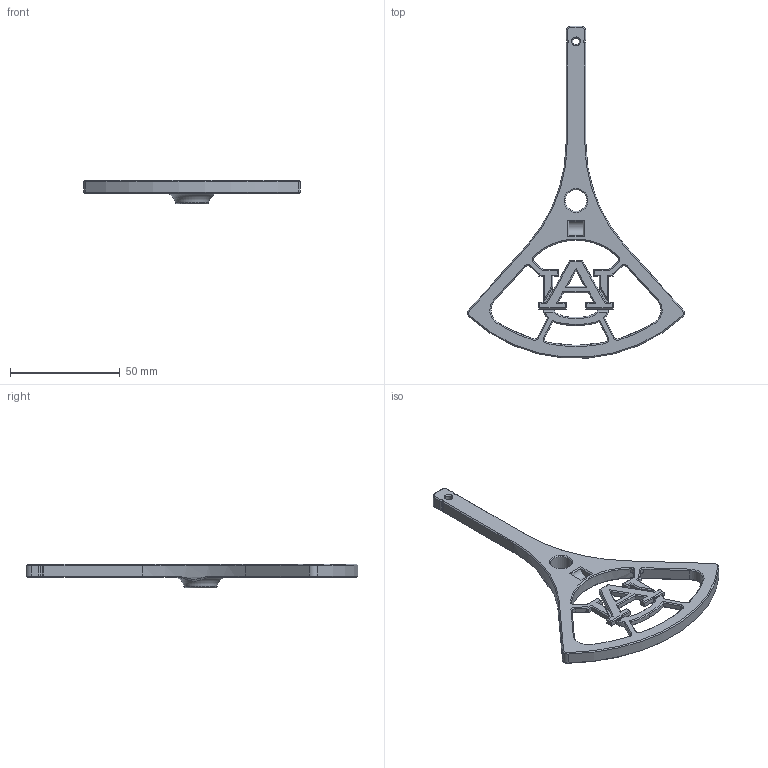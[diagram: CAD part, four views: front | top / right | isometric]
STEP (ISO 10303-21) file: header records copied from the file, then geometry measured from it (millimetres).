
FILE_DESCRIPTION(/* description */ (''),/* implementation_level */ '2;1');
FILE_NAME(/* name */ 'Swing Arm.step',/* time_stamp */ '2023-09-26T13:42:40-05:00',/* author */ (''),/* organization */ (''),/* preprocessor_version */ 'ST-DEVELOPER v20',/* originating_system */ 'Autodesk Translation Framework v12.9.0.99',/* authorisation */ '');
FILE_SCHEMA (('AUTOMOTIVE_DESIGN { 1 0 10303 214 3 1 1 }'));
Length unit declared in the file: millimetre
Products named in the file (1): Swing Arm
Bounding box: 98.75 x 151.26 x 10.8 mm (x, y, z)
Volume: 17016.3 mm3; surface area: 10791.2 mm2
Topology: 1 solids, 1 shells, 322 faces, 790 edges, 466 vertices
Faces by surface type: plane 203, cone 64, cylinder 29, bspline 24, torus 2
Full cylindrical faces by diameter (mm): 3 x1, 9.75 x1
Entity records: 9972 total; most frequent: CARTESIAN_POINT 2557, ORIENTED_EDGE 1580, DIRECTION 1444, EDGE_CURVE 790, LINE 566, VECTOR 566, VERTEX_POINT 466, AXIS2_PLACEMENT_3D 439
